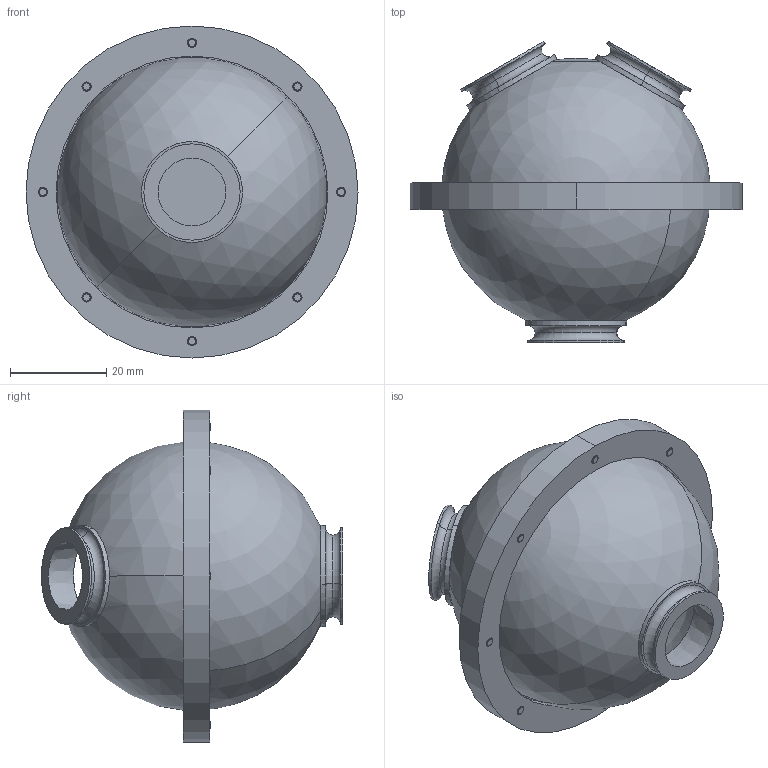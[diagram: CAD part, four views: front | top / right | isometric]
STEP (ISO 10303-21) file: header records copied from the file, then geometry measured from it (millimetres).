
FILE_DESCRIPTION (( 'STEP AP203' ), '1' );
FILE_NAME ('UIS-050-014-N-Y.STEP', '2020-12-28T06:23:05', ( '' ), ( '' ), 'SwSTEP 2.0', 'SolidWorks 2020', '' );
FILE_SCHEMA (( 'CONFIG_CONTROL_DESIGN' ));
Length unit declared in the file: millimetre
Products named in the file (1): UIS-050-014-N-Y
Bounding box: 69 x 62.6 x 69 mm (x, y, z)
Surface area: 28469.1 mm2 (no closed solid volume)
Topology: 0 solids, 33 shells, 217 faces, 729 edges, 532 vertices
Faces by surface type: plane 76, cylinder 67, torus 44, cone 22, sphere 8
Entity records: 8127 total; most frequent: DIRECTION 1536, CARTESIAN_POINT 1467, ORIENTED_EDGE 1098, EDGE_CURVE 721, AXIS2_PLACEMENT_3D 597, VERTEX_POINT 528, CIRCLE 379, LINE 342
